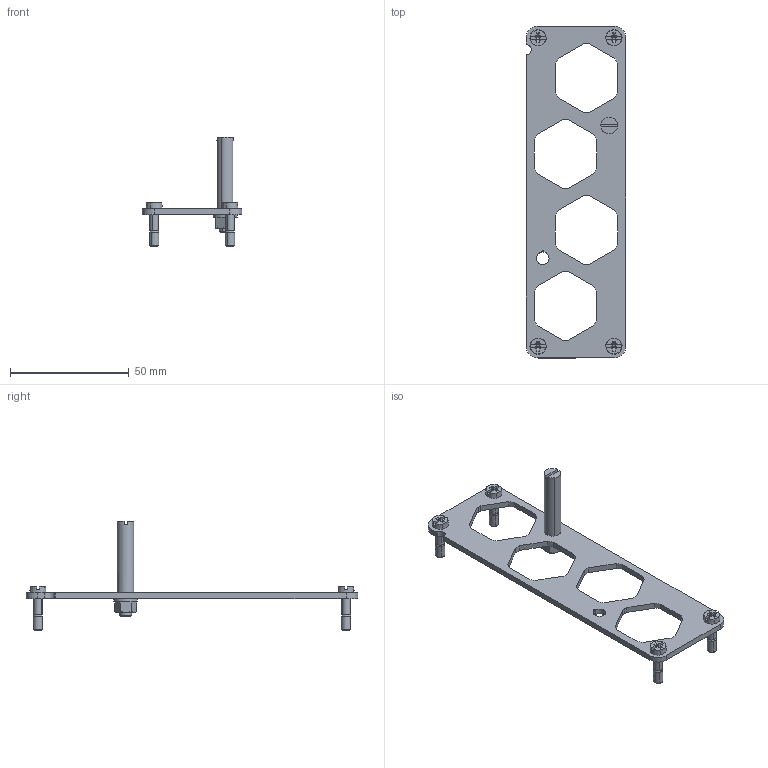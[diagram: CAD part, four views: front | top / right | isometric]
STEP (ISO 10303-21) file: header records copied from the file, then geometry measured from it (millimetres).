
FILE_DESCRIPTION(('CATIA V5 STEP','CAx-IF Rec.Pracs.--- Model Styling and Organization---1.2---2011-12-15'),'2;1');
FILE_NAME ('13375772_2', '2018-07-30T13:00:11+00:00', ('none'), ('Weidmueller'), 'CATIA Version 5-6 Release 2014 SP4 HF52', 'CATIA V5 STEP AP214', 'none');
FILE_SCHEMA(('AUTOMOTIVE_DESIGN { 1 0 10303 214 1 1 1 1 }'));
Length unit declared in the file: millimetre
Products named in the file (1): 1160440000
Bounding box: 42 x 140 x 46 mm (x, y, z)
Volume: 11030.7 mm3; surface area: 10649.1 mm2
Topology: 1 solids, 2 shells, 305 faces, 847 edges, 550 vertices
Faces by surface type: plane 164, cylinder 97, cone 40, torus 4
Entity records: 9417 total; most frequent: CARTESIAN_POINT 2067, ORIENTED_EDGE 1678, DIRECTION 1201, EDGE_CURVE 839, VERTEX_POINT 550, VECTOR 526, LINE 526, AXIS2_PLACEMENT_3D 463
